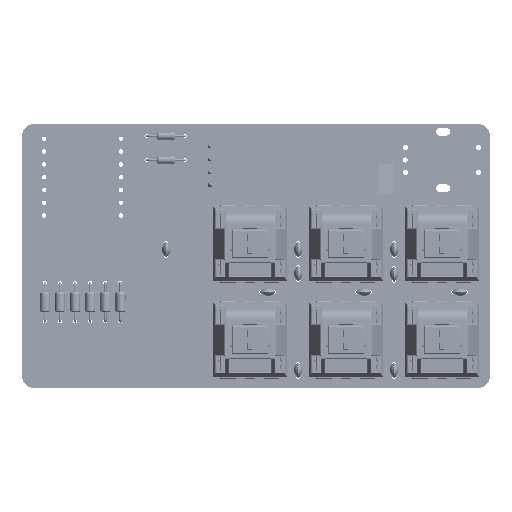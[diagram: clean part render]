
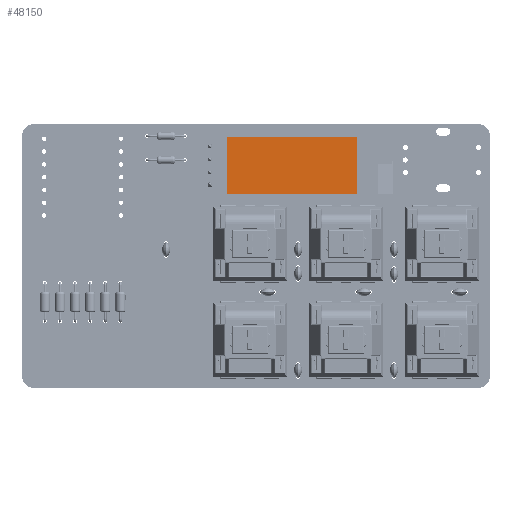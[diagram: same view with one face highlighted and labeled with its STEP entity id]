
A CAD part, top view. The second image highlights one B-rep face of the part: STEP entity #48150.
In plain terms, the highlighted planar face has unit normal (0, 0, 1).
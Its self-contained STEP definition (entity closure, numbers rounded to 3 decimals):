
#48041 = VERTEX_POINT('',#48042);
#48042 = CARTESIAN_POINT('',(11.7,5.65,2.51));
#48048 = EDGE_CURVE('',#48049,#48041,#48051,.T.);
#48049 = VERTEX_POINT('',#48050);
#48050 = CARTESIAN_POINT('',(11.7,-5.65,2.51));
#48051 = LINE('',#48052,#48053);
#48052 = CARTESIAN_POINT('',(11.7,5.65,2.51));
#48053 = VECTOR('',#48054,1.);
#48054 = DIRECTION('',(0.,1.,0.));
#48079 = EDGE_CURVE('',#48080,#48049,#48082,.T.);
#48080 = VERTEX_POINT('',#48081);
#48081 = CARTESIAN_POINT('',(-14.1,-5.65,2.51));
#48082 = LINE('',#48083,#48084);
#48083 = CARTESIAN_POINT('',(11.7,-5.65,2.51));
#48084 = VECTOR('',#48085,1.);
#48085 = DIRECTION('',(1.,0.,0.));
#48110 = EDGE_CURVE('',#48111,#48080,#48113,.T.);
#48111 = VERTEX_POINT('',#48112);
#48112 = CARTESIAN_POINT('',(-14.1,5.65,2.51));
#48113 = LINE('',#48114,#48115);
#48114 = CARTESIAN_POINT('',(-14.1,-5.65,2.51));
#48115 = VECTOR('',#48116,1.);
#48116 = DIRECTION('',(0.,-1.,0.));
#48139 = EDGE_CURVE('',#48041,#48111,#48140,.T.);
#48140 = LINE('',#48141,#48142);
#48141 = CARTESIAN_POINT('',(-14.1,5.65,2.51));
#48142 = VECTOR('',#48143,1.);
#48143 = DIRECTION('',(-1.,0.,0.));
#48150 = ADVANCED_FACE('',(#48151),#48157,.T.);
#48151 = FACE_BOUND('',#48152,.T.);
#48152 = EDGE_LOOP('',(#48153,#48154,#48155,#48156));
#48153 = ORIENTED_EDGE('',*,*,#48139,.T.);
#48154 = ORIENTED_EDGE('',*,*,#48110,.T.);
#48155 = ORIENTED_EDGE('',*,*,#48079,.T.);
#48156 = ORIENTED_EDGE('',*,*,#48048,.T.);
#48157 = PLANE('',#48158);
#48158 = AXIS2_PLACEMENT_3D('',#48159,#48160,#48161);
#48159 = CARTESIAN_POINT('',(-1.2,0.,2.51));
#48160 = DIRECTION('',(0.,0.,1.));
#48161 = DIRECTION('',(1.,0.,-0.));
